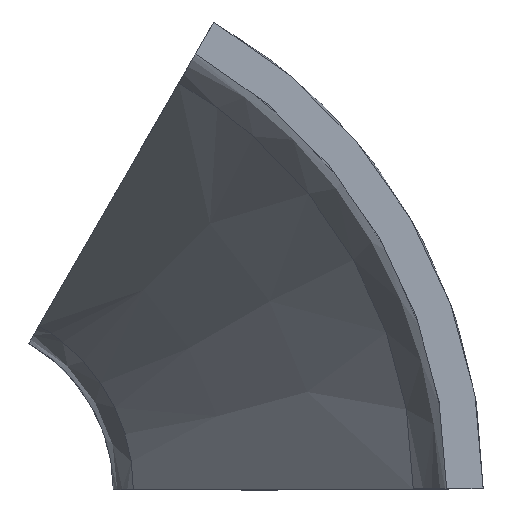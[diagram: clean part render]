
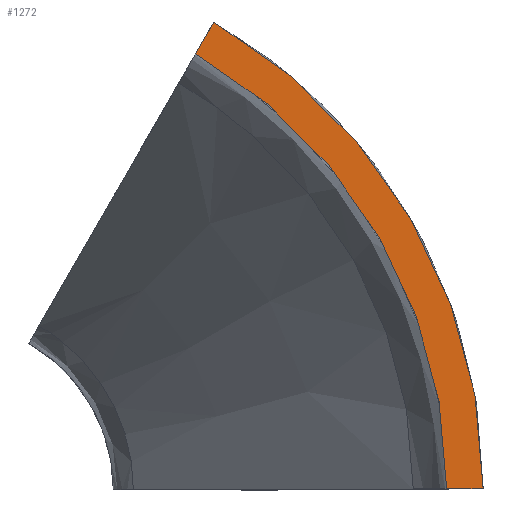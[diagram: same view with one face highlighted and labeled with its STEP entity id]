
A CAD part, top view. The second image highlights one B-rep face of the part: STEP entity #1272.
In plain terms, the highlighted planar face has unit normal (0, 0, 1).
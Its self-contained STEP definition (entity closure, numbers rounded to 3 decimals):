
#32 = PLANE('',#33);
#33 = AXIS2_PLACEMENT_3D('',#34,#35,#36);
#34 = CARTESIAN_POINT('',(15.927,0.,16.785));
#35 = DIRECTION('',(-0.,1.,-0.));
#36 = DIRECTION('',(-1.,0.,0.));
#632 = VERTEX_POINT('',#633);
#633 = CARTESIAN_POINT('',(22.,0.,34.6));
#647 = CYLINDRICAL_SURFACE('',#648,22.);
#648 = AXIS2_PLACEMENT_3D('',#649,#650,#651);
#649 = CARTESIAN_POINT('',(0.,0.,26.6));
#650 = DIRECTION('',(0.,0.,1.));
#651 = DIRECTION('',(1.,0.,-0.));
#659 = EDGE_CURVE('',#632,#660,#662,.T.);
#660 = VERTEX_POINT('',#661);
#661 = CARTESIAN_POINT('',(23.6,0.,34.6));
#662 = SURFACE_CURVE('',#663,(#667,#674),.PCURVE_S1.);
#663 = LINE('',#664,#665);
#664 = CARTESIAN_POINT('',(22.,0.,34.6));
#665 = VECTOR('',#666,1.);
#666 = DIRECTION('',(1.,0.,0.));
#667 = PCURVE('',#32,#668);
#668 = DEFINITIONAL_REPRESENTATION('',(#669),#673);
#669 = LINE('',#670,#671);
#670 = CARTESIAN_POINT('',(-6.073,17.815));
#671 = VECTOR('',#672,1.);
#672 = DIRECTION('',(-1.,0.));
#673 = ( GEOMETRIC_REPRESENTATION_CONTEXT(2) 
PARAMETRIC_REPRESENTATION_CONTEXT() REPRESENTATION_CONTEXT('2D SPACE',''
  ) );
#674 = PCURVE('',#675,#680);
#675 = PLANE('',#676);
#676 = AXIS2_PLACEMENT_3D('',#677,#678,#679);
#677 = CARTESIAN_POINT('',(0.,0.,34.6));
#678 = DIRECTION('',(0.,0.,1.));
#679 = DIRECTION('',(1.,0.,-0.));
#680 = DEFINITIONAL_REPRESENTATION('',(#681),#685);
#681 = LINE('',#682,#683);
#682 = CARTESIAN_POINT('',(22.,-0.));
#683 = VECTOR('',#684,1.);
#684 = DIRECTION('',(1.,-0.));
#685 = ( GEOMETRIC_REPRESENTATION_CONTEXT(2) 
PARAMETRIC_REPRESENTATION_CONTEXT() REPRESENTATION_CONTEXT('2D SPACE',''
  ) );
#703 = CYLINDRICAL_SURFACE('',#704,23.6);
#704 = AXIS2_PLACEMENT_3D('',#705,#706,#707);
#705 = CARTESIAN_POINT('',(0.,0.,34.6));
#706 = DIRECTION('',(-0.,-0.,-1.));
#707 = DIRECTION('',(1.,0.,0.));
#895 = PLANE('',#896);
#896 = AXIS2_PLACEMENT_3D('',#897,#898,#899);
#897 = CARTESIAN_POINT('',(7.963,13.793,
    16.785));
#898 = DIRECTION('',(-0.866,0.5,0.));
#899 = DIRECTION('',(-0.5,-0.866,0.));
#1177 = EDGE_CURVE('',#660,#1178,#1180,.T.);
#1178 = VERTEX_POINT('',#1179);
#1179 = CARTESIAN_POINT('',(11.8,20.438,34.6));
#1180 = SURFACE_CURVE('',#1181,(#1186,#1193),.PCURVE_S1.);
#1181 = CIRCLE('',#1182,23.6);
#1182 = AXIS2_PLACEMENT_3D('',#1183,#1184,#1185);
#1183 = CARTESIAN_POINT('',(0.,0.,34.6));
#1184 = DIRECTION('',(0.,0.,1.));
#1185 = DIRECTION('',(1.,0.,-0.));
#1186 = PCURVE('',#703,#1187);
#1187 = DEFINITIONAL_REPRESENTATION('',(#1188),#1192);
#1188 = LINE('',#1189,#1190);
#1189 = CARTESIAN_POINT('',(-0.,0.));
#1190 = VECTOR('',#1191,1.);
#1191 = DIRECTION('',(-1.,0.));
#1192 = ( GEOMETRIC_REPRESENTATION_CONTEXT(2) 
PARAMETRIC_REPRESENTATION_CONTEXT() REPRESENTATION_CONTEXT('2D SPACE',''
  ) );
#1193 = PCURVE('',#675,#1194);
#1194 = DEFINITIONAL_REPRESENTATION('',(#1195),#1199);
#1195 = CIRCLE('',#1196,23.6);
#1196 = AXIS2_PLACEMENT_2D('',#1197,#1198);
#1197 = CARTESIAN_POINT('',(0.,0.));
#1198 = DIRECTION('',(1.,-0.));
#1199 = ( GEOMETRIC_REPRESENTATION_CONTEXT(2) 
PARAMETRIC_REPRESENTATION_CONTEXT() REPRESENTATION_CONTEXT('2D SPACE',''
  ) );
#1272 = ADVANCED_FACE('',(#1273),#675,.T.);
#1273 = FACE_BOUND('',#1274,.F.);
#1274 = EDGE_LOOP('',(#1275,#1299,#1320,#1321));
#1275 = ORIENTED_EDGE('',*,*,#1276,.T.);
#1276 = EDGE_CURVE('',#632,#1277,#1279,.T.);
#1277 = VERTEX_POINT('',#1278);
#1278 = CARTESIAN_POINT('',(11.,19.053,34.6));
#1279 = SURFACE_CURVE('',#1280,(#1285,#1292),.PCURVE_S1.);
#1280 = CIRCLE('',#1281,22.);
#1281 = AXIS2_PLACEMENT_3D('',#1282,#1283,#1284);
#1282 = CARTESIAN_POINT('',(0.,0.,34.6));
#1283 = DIRECTION('',(0.,0.,1.));
#1284 = DIRECTION('',(1.,0.,-0.));
#1285 = PCURVE('',#675,#1286);
#1286 = DEFINITIONAL_REPRESENTATION('',(#1287),#1291);
#1287 = CIRCLE('',#1288,22.);
#1288 = AXIS2_PLACEMENT_2D('',#1289,#1290);
#1289 = CARTESIAN_POINT('',(0.,0.));
#1290 = DIRECTION('',(1.,-0.));
#1291 = ( GEOMETRIC_REPRESENTATION_CONTEXT(2) 
PARAMETRIC_REPRESENTATION_CONTEXT() REPRESENTATION_CONTEXT('2D SPACE',''
  ) );
#1292 = PCURVE('',#647,#1293);
#1293 = DEFINITIONAL_REPRESENTATION('',(#1294),#1298);
#1294 = LINE('',#1295,#1296);
#1295 = CARTESIAN_POINT('',(0.,8.));
#1296 = VECTOR('',#1297,1.);
#1297 = DIRECTION('',(1.,0.));
#1298 = ( GEOMETRIC_REPRESENTATION_CONTEXT(2) 
PARAMETRIC_REPRESENTATION_CONTEXT() REPRESENTATION_CONTEXT('2D SPACE',''
  ) );
#1299 = ORIENTED_EDGE('',*,*,#1300,.T.);
#1300 = EDGE_CURVE('',#1277,#1178,#1301,.T.);
#1301 = SURFACE_CURVE('',#1302,(#1306,#1313),.PCURVE_S1.);
#1302 = LINE('',#1303,#1304);
#1303 = CARTESIAN_POINT('',(11.,19.053,34.6));
#1304 = VECTOR('',#1305,1.);
#1305 = DIRECTION('',(0.5,0.866,0.));
#1306 = PCURVE('',#675,#1307);
#1307 = DEFINITIONAL_REPRESENTATION('',(#1308),#1312);
#1308 = LINE('',#1309,#1310);
#1309 = CARTESIAN_POINT('',(11.,19.053));
#1310 = VECTOR('',#1311,1.);
#1311 = DIRECTION('',(0.5,0.866));
#1312 = ( GEOMETRIC_REPRESENTATION_CONTEXT(2) 
PARAMETRIC_REPRESENTATION_CONTEXT() REPRESENTATION_CONTEXT('2D SPACE',''
  ) );
#1313 = PCURVE('',#895,#1314);
#1314 = DEFINITIONAL_REPRESENTATION('',(#1315),#1319);
#1315 = LINE('',#1316,#1317);
#1316 = CARTESIAN_POINT('',(-6.073,17.815));
#1317 = VECTOR('',#1318,1.);
#1318 = DIRECTION('',(-1.,0.));
#1319 = ( GEOMETRIC_REPRESENTATION_CONTEXT(2) 
PARAMETRIC_REPRESENTATION_CONTEXT() REPRESENTATION_CONTEXT('2D SPACE',''
  ) );
#1320 = ORIENTED_EDGE('',*,*,#1177,.F.);
#1321 = ORIENTED_EDGE('',*,*,#659,.F.);
